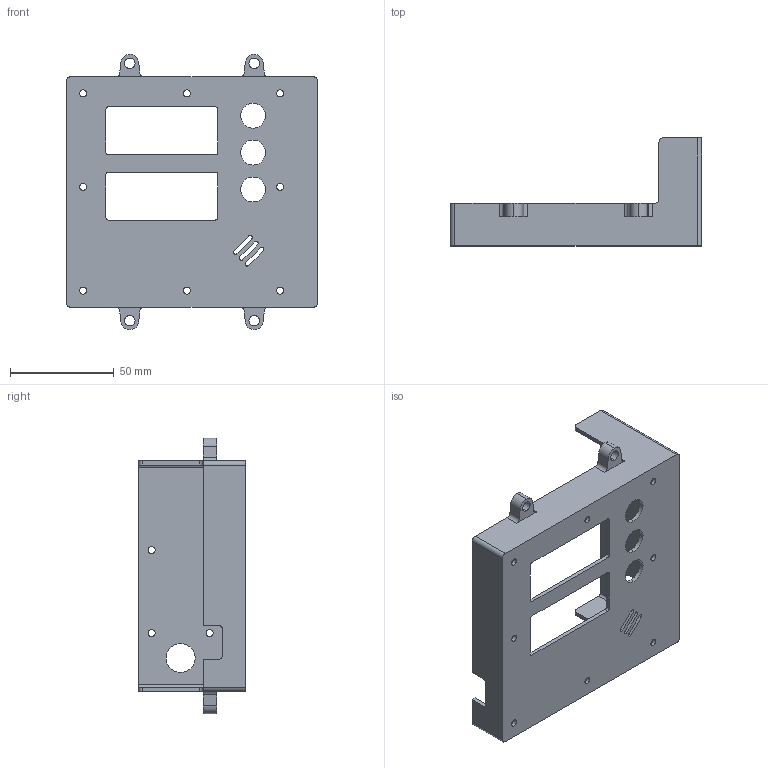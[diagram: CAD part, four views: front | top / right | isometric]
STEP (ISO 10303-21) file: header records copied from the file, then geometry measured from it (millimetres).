
FILE_DESCRIPTION (( 'STEP AP214' ), '1' );
FILE_NAME ('Front Case v1.1.STEP', '2025-05-15T11:02:46', ( '' ), ( '' ), 'SwSTEP 2.0', 'SolidWorks 2024', '' );
FILE_SCHEMA (( 'AUTOMOTIVE_DESIGN' ));
Length unit declared in the file: millimetre
Products named in the file (1): Front Case v1.1
Bounding box: 121 x 52 x 132.68 mm (x, y, z)
Volume: 48243.7 mm3; surface area: 50068.1 mm2
Topology: 1 solids, 1 shells, 137 faces, 397 edges, 262 vertices
Faces by surface type: cylinder 85, plane 44, cone 8
Entity records: 4708 total; most frequent: DIRECTION 851, CARTESIAN_POINT 797, ORIENTED_EDGE 794, EDGE_CURVE 397, AXIS2_PLACEMENT_3D 316, VERTEX_POINT 262, LINE 219, VECTOR 219
